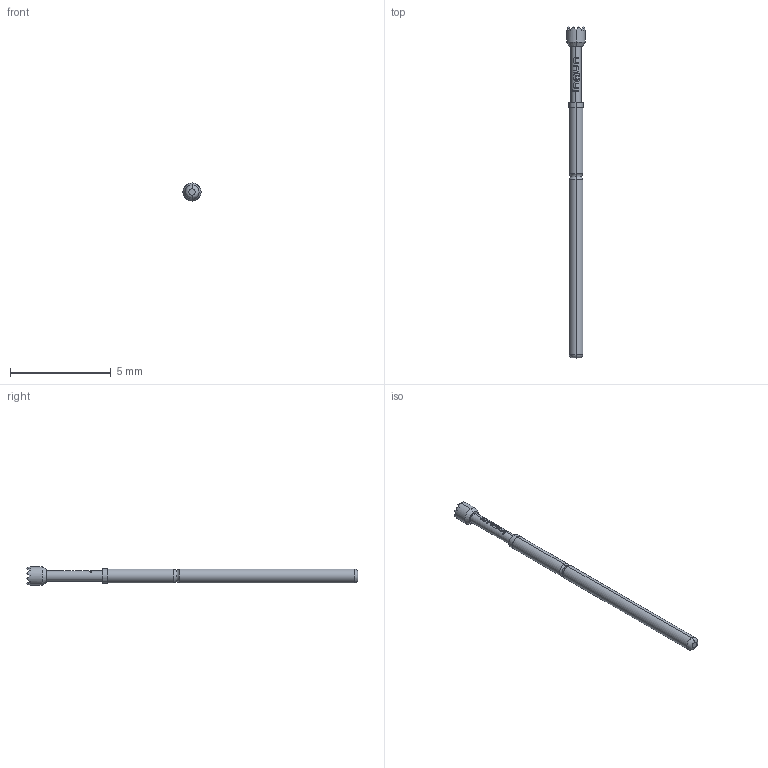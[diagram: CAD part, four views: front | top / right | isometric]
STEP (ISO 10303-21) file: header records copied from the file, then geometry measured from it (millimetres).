
FILE_DESCRIPTION (( 'STEP AP203' ), '1' );
FILE_NAME ('INGUN_GKS-069_306_090_A_xx00.STEP', '2021-09-20T06:33:58', ( 'ochi' ), ( '' ), 'SwSTEP 2.0', 'SolidWorks 2018', '' );
FILE_SCHEMA (( 'CONFIG_CONTROL_DESIGN' ));
Length unit declared in the file: millimetre
Products named in the file (1): INGUN_GKS-069_306_090_A_xx00
Bounding box: 0.9 x 16.5 x 0.9 mm (x, y, z)
Volume: 5.8 mm3; surface area: 36.3 mm2
Topology: 1 solids, 1 shells, 140 faces, 333 edges, 199 vertices
Faces by surface type: plane 70, bspline 42, cylinder 20, torus 6, cone 2
Entity records: 5262 total; most frequent: CARTESIAN_POINT 2533, ORIENTED_EDGE 666, DIRECTION 355, EDGE_CURVE 333, VERTEX_POINT 199, B_SPLINE_CURVE_WITH_KNOTS 174, EDGE_LOOP 144, FACE_OUTER_BOUND 140
